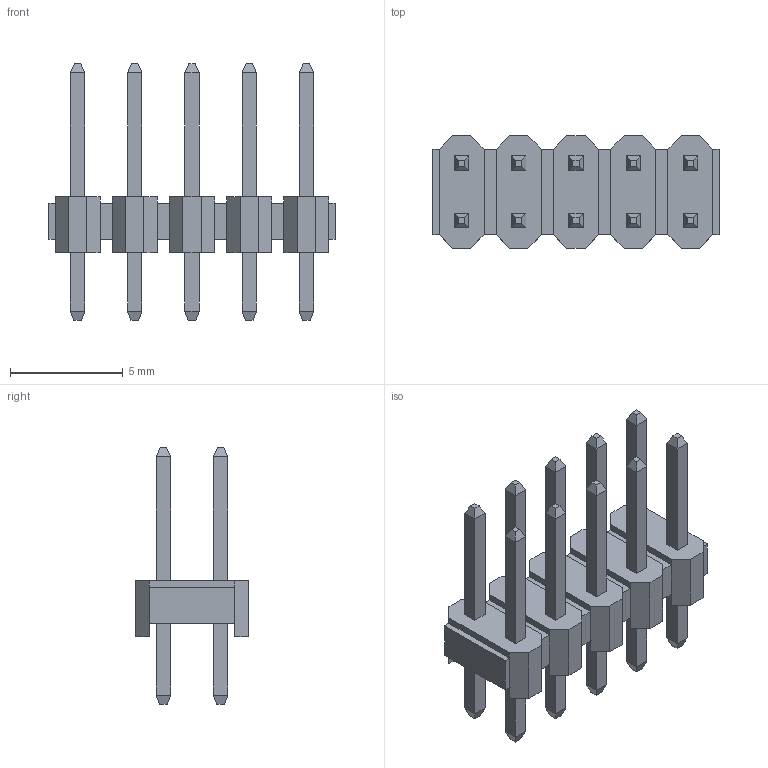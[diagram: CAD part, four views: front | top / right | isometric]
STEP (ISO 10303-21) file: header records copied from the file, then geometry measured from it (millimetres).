
FILE_DESCRIPTION (( 'STEP AP214' ), '1' );
FILE_NAME ('8121C55C-4F23-4D92-9E32-C648FA7FDD36.STEP', '2022-12-06T06:43:38', ( '' ), ( '' ), 'SwSTEP 2.0', 'SolidWorks 2022', '' );
FILE_SCHEMA (( 'AUTOMOTIVE_DESIGN' ));
Length unit declared in the file: millimetre
Products named in the file (1): 8121C55C-4F23-4D92-9E32-C648FA7FDD36
Bounding box: 12.7 x 5 x 11.4 mm (x, y, z)
Volume: 147 mm3; surface area: 454.5 mm2
Topology: 1 solids, 2 shells, 272 faces, 624 edges, 376 vertices
Faces by surface type: plane 272
Entity records: 10372 total; most frequent: CARTESIAN_POINT 1273, ORIENTED_EDGE 1248, DIRECTION 1170, EDGE_CURVE 624, VECTOR 624, LINE 624, VERTEX_POINT 376, EDGE_LOOP 292
